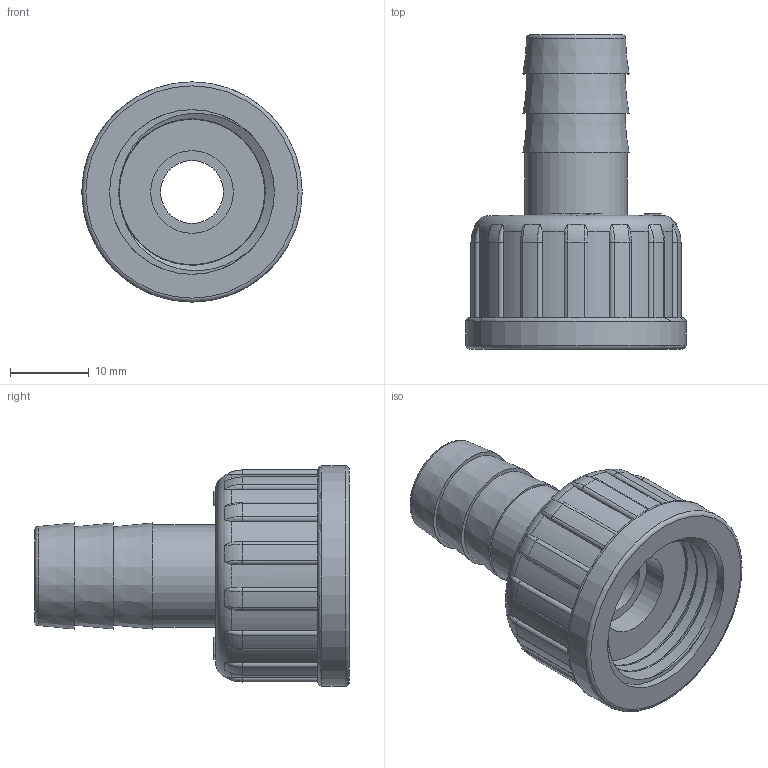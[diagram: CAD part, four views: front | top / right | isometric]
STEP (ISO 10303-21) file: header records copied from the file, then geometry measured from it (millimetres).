
FILE_DESCRIPTION(/* description */ (''),/* implementation_level */ '2;1');
FILE_NAME(/* name */ '水泵接头20X13.stp',/* time_stamp */ '2026-03-28T09:25:37+08:00',/* author */ (''),/* organization */ (''),/* preprocessor_version */ 'ST-DEVELOPER v16.7',/* originating_system */ 'SIEMENS PLM Software NX 12.0',/* authorisation */ '');
FILE_SCHEMA (('AUTOMOTIVE_DESIGN { 1 0 10303 214 3 1 1 1 }'));
Length unit declared in the file: millimetre
Products named in the file (1): Admi094C974Bl1tq
Bounding box: 28 x 40 x 28 mm (x, y, z)
Volume: 8422.3 mm3; surface area: 7073.2 mm2
Topology: 3 solids, 3 shells, 807 faces, 2250 edges, 1480 vertices
Faces by surface type: plane 666, cylinder 79, bspline 30, torus 19, extrusion 10, cone 3
Full cylindrical faces by diameter (mm): 0.75 x1, 1.125 x1, 8 x1, 10.5 x1, 13 x1, 17 x1, 17.5 x1, 18 x1, 18.5 x1, 20.955 x7, 28 x1
Entity records: 30653 total; most frequent: CARTESIAN_POINT 12721, ORIENTED_EDGE 4414, DIRECTION 2618, EDGE_CURVE 2207, VERTEX_POINT 1463, B_SPLINE_CURVE_WITH_KNOTS 1314, AXIS2_PLACEMENT_3D 944, EDGE_LOOP 856
